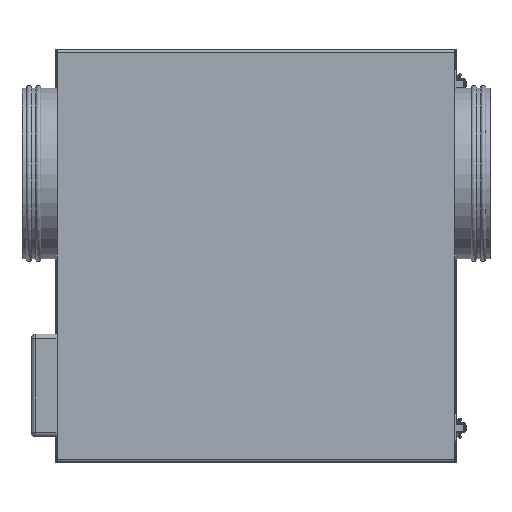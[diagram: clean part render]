
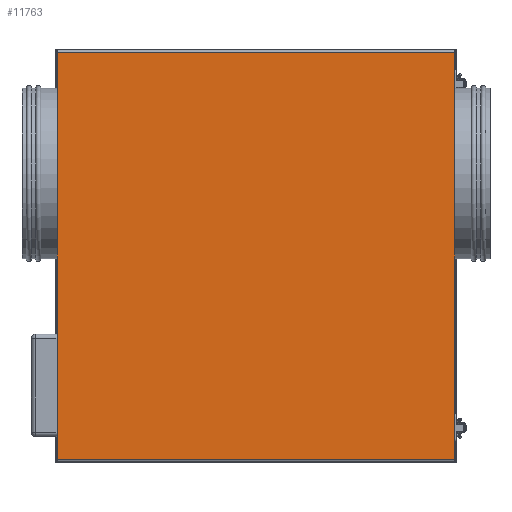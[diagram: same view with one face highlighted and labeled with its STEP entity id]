
A CAD part, front view. The second image highlights one B-rep face of the part: STEP entity #11763.
In plain terms, the highlighted planar face has unit normal (0, -1, 0).
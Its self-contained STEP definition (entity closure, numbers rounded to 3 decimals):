
#2167 = VECTOR ( 'NONE', #2176, 1000. ) ;
#2170 = LINE ( 'NONE', #2171, #2167 ) ;
#2171 = CARTESIAN_POINT ( 'NONE',  ( 233., 0., 483. ) ) ;
#2176 = DIRECTION ( 'NONE',  ( 0., 0., 1. ) ) ;
#2221 = DIRECTION ( 'NONE',  ( -1., 0., 0. ) ) ;
#2222 = VECTOR ( 'NONE', #2221, 1000. ) ;
#2223 = CARTESIAN_POINT ( 'NONE',  ( -233., 0., 3.737 ) ) ;
#2224 = LINE ( 'NONE', #2223, #2222 ) ;
#2225 = CARTESIAN_POINT ( 'NONE',  ( 233., 0., 479.263 ) ) ;
#2267 = DIRECTION ( 'NONE',  ( -1., 0., 0. ) ) ;
#2268 = VECTOR ( 'NONE', #2267, 1000. ) ;
#2269 = CARTESIAN_POINT ( 'NONE',  ( 233., 0., 479.263 ) ) ;
#2270 = LINE ( 'NONE', #2269, #2268 ) ;
#2490 = CARTESIAN_POINT ( 'NONE',  ( 233., 0., 3.737 ) ) ;
#2500 = DIRECTION ( 'NONE',  ( 0., 1., 0. ) ) ;
#2501 = AXIS2_PLACEMENT_3D ( 'NONE', #2552, #2500, #2520 ) ;
#2520 = DIRECTION ( 'NONE',  ( 0., 0., 1. ) ) ;
#2543 = FACE_OUTER_BOUND ( 'NONE', #11681, .T. ) ;
#2552 = CARTESIAN_POINT ( 'NONE',  ( -233., 0., 483. ) ) ;
#2553 = PLANE ( 'NONE',  #2501 ) ;
#6358 = CARTESIAN_POINT ( 'NONE',  ( -233., 0., 479.263 ) ) ;
#7485 = DIRECTION ( 'NONE',  ( 0., 0., -1. ) ) ;
#7486 = VECTOR ( 'NONE', #7485, 1000. ) ;
#7487 = CARTESIAN_POINT ( 'NONE',  ( -233., 0., 483. ) ) ;
#7488 = LINE ( 'NONE', #7487, #7486 ) ;
#7489 = CARTESIAN_POINT ( 'NONE',  ( -233., 0., 3.737 ) ) ;
#11681 = EDGE_LOOP ( 'NONE', ( #11682, #11685, #11686, #11797 ) ) ;
#11682 = ORIENTED_EDGE ( 'NONE', *, *, #11683, .T. ) ;
#11683 = EDGE_CURVE ( 'NONE', #11684, #14025, #2270, .T. ) ;
#11684 = VERTEX_POINT ( 'NONE', #2225 ) ;
#11685 = ORIENTED_EDGE ( 'NONE', *, *, #14299, .T. ) ;
#11686 = ORIENTED_EDGE ( 'NONE', *, *, #11687, .F. ) ;
#11687 = EDGE_CURVE ( 'NONE', #11796, #14297, #2224, .T. ) ;
#11763 = ADVANCED_FACE ( 'NONE', ( #2543 ), #2553, .F. ) ;
#11796 = VERTEX_POINT ( 'NONE', #2490 ) ;
#11797 = ORIENTED_EDGE ( 'NONE', *, *, #11798, .T. ) ;
#11798 = EDGE_CURVE ( 'NONE', #11796, #11684, #2170, .T. ) ;
#14025 = VERTEX_POINT ( 'NONE', #6358 ) ;
#14297 = VERTEX_POINT ( 'NONE', #7489 ) ;
#14299 = EDGE_CURVE ( 'NONE', #14025, #14297, #7488, .T. ) ;
